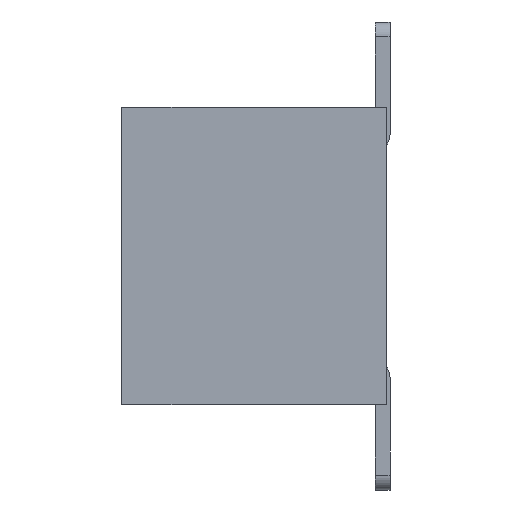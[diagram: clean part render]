
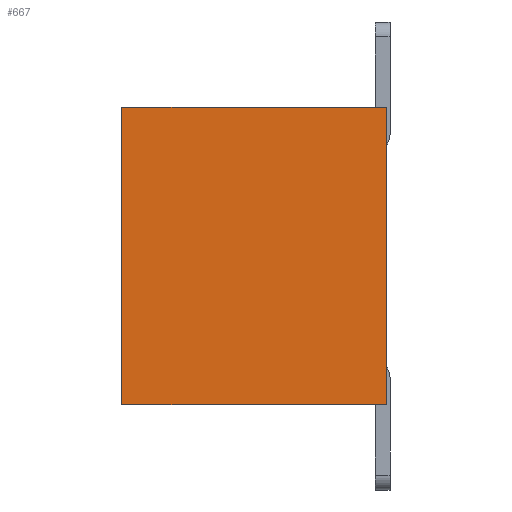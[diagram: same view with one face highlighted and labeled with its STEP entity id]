
A CAD part, left-side view. The second image highlights one B-rep face of the part: STEP entity #667.
In plain terms, the highlighted planar face has unit normal (-1, 0, 0).
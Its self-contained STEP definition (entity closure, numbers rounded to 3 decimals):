
#628=CARTESIAN_POINT('',(-16.,2.6,-2.));
#629=DIRECTION('',(0.,0.,1.));
#630=DIRECTION('',(-1.,0.,0.));
#631=AXIS2_PLACEMENT_3D('',#628,#630,#629);
#632=PLANE('',#631);
#633=CARTESIAN_POINT('',(-16.,0.6,-4.));
#634=VERTEX_POINT('',#633);
#635=CARTESIAN_POINT('',(-16.,0.6,0.));
#636=VERTEX_POINT('',#635);
#637=CARTESIAN_POINT('',(-16.,0.6,-4.));
#638=DIRECTION('',(0.,0.,1.));
#639=VECTOR('',#638,4.);
#640=LINE('',#637,#639);
#641=EDGE_CURVE('',#634,#636,#640,.T.);
#642=ORIENTED_EDGE('',*,*,#641,.T.);
#643=CARTESIAN_POINT('',(-16.,4.16,0.));
#644=VERTEX_POINT('',#643);
#645=CARTESIAN_POINT('',(-16.,4.16,0.));
#646=DIRECTION('',(0.,-1.,0.));
#647=VECTOR('',#646,3.56);
#648=LINE('',#645,#647);
#649=EDGE_CURVE('',#644,#636,#648,.T.);
#650=ORIENTED_EDGE('',*,*,#649,.F.);
#651=CARTESIAN_POINT('',(-16.,4.16,-4.));
#652=VERTEX_POINT('',#651);
#653=CARTESIAN_POINT('',(-16.,4.16,0.));
#654=DIRECTION('',(0.,0.,-1.));
#655=VECTOR('',#654,4.);
#656=LINE('',#653,#655);
#657=EDGE_CURVE('',#644,#652,#656,.T.);
#658=ORIENTED_EDGE('',*,*,#657,.T.);
#659=CARTESIAN_POINT('',(-16.,4.16,-4.));
#660=DIRECTION('',(0.,-1.,0.));
#661=VECTOR('',#660,3.56);
#662=LINE('',#659,#661);
#663=EDGE_CURVE('',#652,#634,#662,.T.);
#664=ORIENTED_EDGE('',*,*,#663,.T.);
#665=EDGE_LOOP('',(#642,#650,#658,#664));
#666=FACE_OUTER_BOUND('',#665,.T.);
#667=ADVANCED_FACE('',(#666),#632,.T.);
